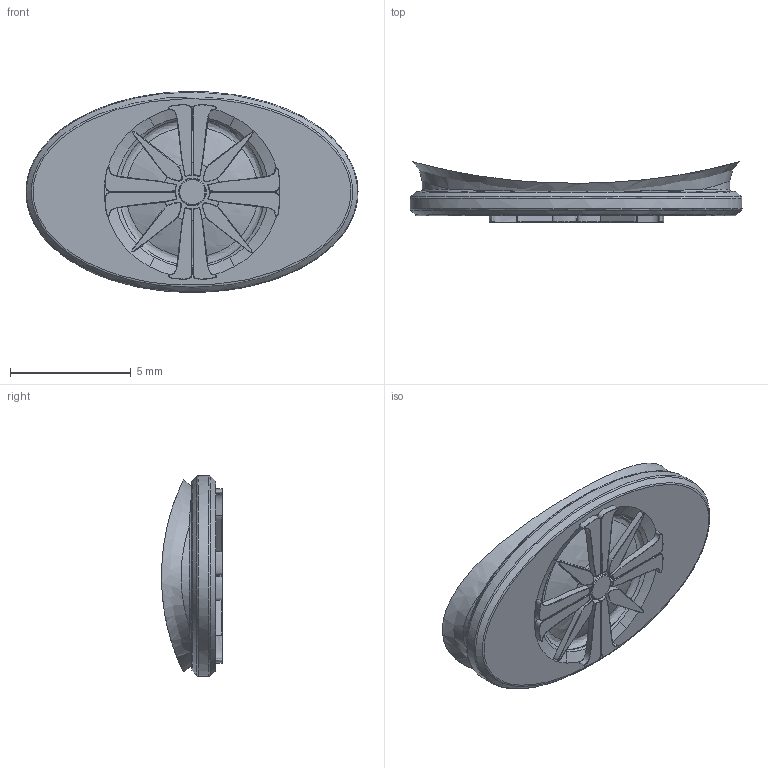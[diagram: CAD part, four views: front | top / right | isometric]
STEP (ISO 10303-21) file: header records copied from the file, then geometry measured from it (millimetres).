
FILE_DESCRIPTION(('FreeCAD Model'),'2;1');
FILE_NAME('Open CASCADE Shape Model','2025-05-04T05:43:36',('FreeCAD'),( 'FreeCAD'),'Open CASCADE STEP processor 7.6','FreeCAD','Unknown');
FILE_SCHEMA(('AUTOMOTIVE_DESIGN { 1 0 10303 214 1 1 1 1 }'));
Length unit declared in the file: millimetre
Products named in the file (1): Open CASCADE STEP translator 7.6 1
Bounding box: 13.73 x 2.51 x 8.31 mm (x, y, z)
Volume: 64.6 mm3; surface area: 323.2 mm2
Topology: 15 solids, 15 shells, 105 faces, 256 edges, 167 vertices
Faces by surface type: bspline 57, plane 29, cylinder 8, cone 5, torus 3, sphere 2, revolution 1
Full cylindrical faces by diameter (mm): 1.148 x1, 2.4 x1
Entity records: 25069 total; most frequent: CARTESIAN_POINT 23222, ORIENTED_EDGE 480, EDGE_CURVE 240, B_SPLINE_CURVE_WITH_KNOTS 190, DIRECTION 175, VERTEX_POINT 167, FACE_BOUND 107, EDGE_LOOP 107
